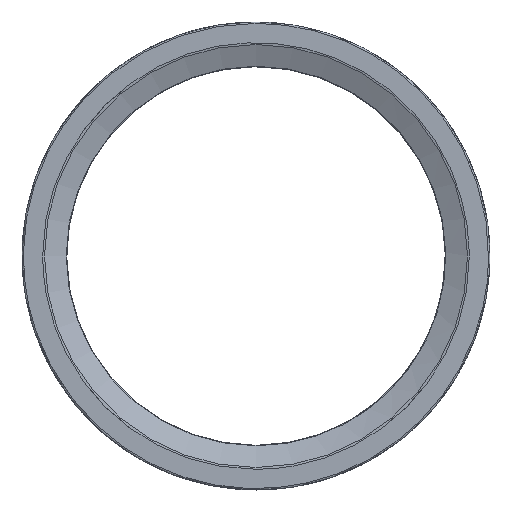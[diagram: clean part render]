
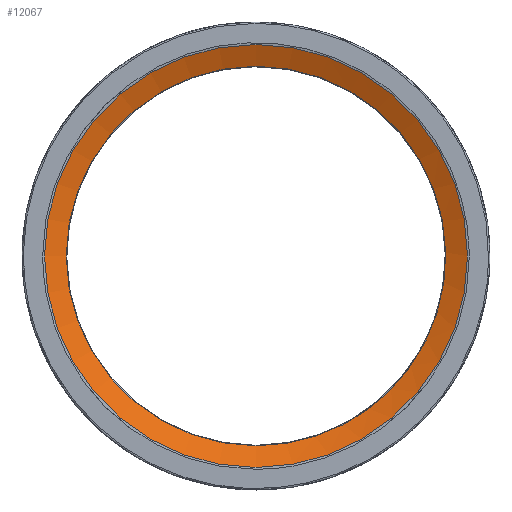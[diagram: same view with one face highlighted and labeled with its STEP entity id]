
A CAD part, front view. The second image highlights one B-rep face of the part: STEP entity #12067.
In plain terms, the highlighted conical face has half-angle 66.975 degrees and reference radius 45.913 mm.
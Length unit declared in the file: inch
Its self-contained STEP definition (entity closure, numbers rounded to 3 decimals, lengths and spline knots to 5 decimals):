
#16=CONICAL_SURFACE('',#12684,1.80758,1.169);
#479=LINE('',#37290,#825);
#825=VECTOR('',#13951,1.80758);
#1052=CIRCLE('',#12627,1.80758);
#1053=CIRCLE('',#12628,1.80758);
#1056=CIRCLE('',#12685,1.62171);
#1057=CIRCLE('',#12686,1.62171);
#1058=CIRCLE('',#12687,1.62171);
#2032=FACE_OUTER_BOUND('',#2774,.T.);
#2774=EDGE_LOOP('',(#9185,#9186,#9187,#9188,#9189,#9190,#9191));
#4825=VERTEX_POINT('',#35448);
#4826=VERTEX_POINT('',#35450);
#4888=VERTEX_POINT('',#37284);
#4889=VERTEX_POINT('',#37285);
#4890=VERTEX_POINT('',#37287);
#6350=EDGE_CURVE('',#4825,#4826,#1052,.T.);
#6351=EDGE_CURVE('',#4826,#4825,#1053,.T.);
#6481=EDGE_CURVE('',#4888,#4889,#1056,.T.);
#6482=EDGE_CURVE('',#4890,#4888,#1057,.T.);
#6483=EDGE_CURVE('',#4889,#4890,#1058,.T.);
#6484=EDGE_CURVE('',#4889,#4826,#479,.T.);
#9185=ORIENTED_EDGE('',*,*,#6481,.F.);
#9186=ORIENTED_EDGE('',*,*,#6482,.F.);
#9187=ORIENTED_EDGE('',*,*,#6483,.F.);
#9188=ORIENTED_EDGE('',*,*,#6484,.T.);
#9189=ORIENTED_EDGE('',*,*,#6350,.F.);
#9190=ORIENTED_EDGE('',*,*,#6351,.F.);
#9191=ORIENTED_EDGE('',*,*,#6484,.F.);
#12067=ADVANCED_FACE('',(#2032),#16,.F.);
#12627=AXIS2_PLACEMENT_3D('',#35451,#13795,#13796);
#12628=AXIS2_PLACEMENT_3D('',#35452,#13797,#13798);
#12684=AXIS2_PLACEMENT_3D('',#37283,#13943,#13944);
#12685=AXIS2_PLACEMENT_3D('',#37286,#13945,#13946);
#12686=AXIS2_PLACEMENT_3D('',#37288,#13947,#13948);
#12687=AXIS2_PLACEMENT_3D('',#37289,#13949,#13950);
#13795=DIRECTION('center_axis',(0.,1.,0.));
#13796=DIRECTION('ref_axis',(1.,0.,0.017));
#13797=DIRECTION('center_axis',(0.,1.,0.));
#13798=DIRECTION('ref_axis',(1.,0.,0.017));
#13943=DIRECTION('center_axis',(0.,-1.,0.));
#13944=DIRECTION('ref_axis',(0.,0.,-1.));
#13945=DIRECTION('center_axis',(0.,-1.,0.));
#13946=DIRECTION('ref_axis',(-1.,0.,0.));
#13947=DIRECTION('center_axis',(0.,-1.,0.));
#13948=DIRECTION('ref_axis',(-1.,0.,0.));
#13949=DIRECTION('center_axis',(0.,-1.,0.));
#13950=DIRECTION('ref_axis',(-1.,0.,0.));
#13951=DIRECTION('',(0.,-0.391,0.92));
#35448=CARTESIAN_POINT('',(0.,-0.43584,-1.80758));
#35450=CARTESIAN_POINT('',(0.,-0.43584,1.80758));
#35451=CARTESIAN_POINT('Origin',(0.,-0.43584,0.));
#35452=CARTESIAN_POINT('Origin',(0.,-0.43584,0.));
#37283=CARTESIAN_POINT('Origin',(0.,-0.43584,0.));
#37284=CARTESIAN_POINT('',(1.62144,-0.35684,0.02913));
#37285=CARTESIAN_POINT('',(0.,-0.35684,1.62171));
#37286=CARTESIAN_POINT('Origin',(0.,-0.35684,0.));
#37287=CARTESIAN_POINT('',(0.,-0.35684,-1.62171));
#37288=CARTESIAN_POINT('Origin',(0.,-0.35684,0.));
#37289=CARTESIAN_POINT('Origin',(0.,-0.35684,0.));
#37290=CARTESIAN_POINT('',(0.,-0.43584,1.80758));
